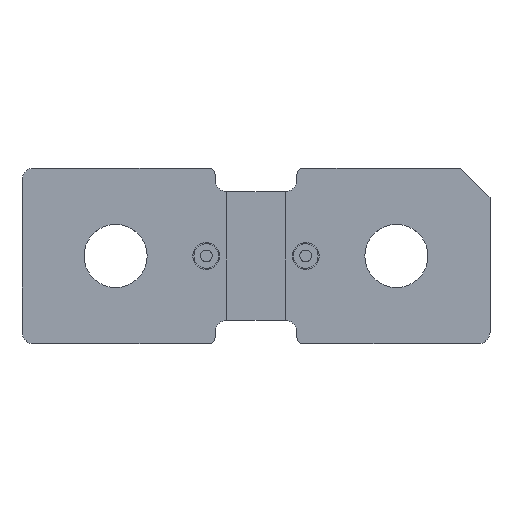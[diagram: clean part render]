
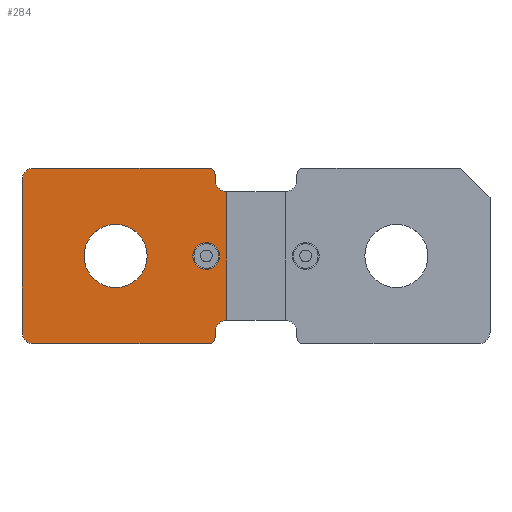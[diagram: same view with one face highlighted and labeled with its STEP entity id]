
A CAD part, top view. The second image highlights one B-rep face of the part: STEP entity #284.
In plain terms, the highlighted planar face has unit normal (0, 0, 1).
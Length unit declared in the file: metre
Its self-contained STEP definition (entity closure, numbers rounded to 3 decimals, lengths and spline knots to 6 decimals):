
#284=ADVANCED_FACE('0:49',(#519,#520,#521),#522,.T.);
#519=FACE_OUTER_BOUND('',#782,.T.);
#520=FACE_BOUND('',#783,.T.);
#521=FACE_BOUND('',#784,.T.);
#522=PLANE('',#785);
#782=EDGE_LOOP('',(#1073,#1074,#1075,#1076,#1077,#1078,#1079,#1080,#1081,#1082,#1083,#1084));
#783=EDGE_LOOP('',(#1085,#1086));
#784=EDGE_LOOP('',(#1087,#1088));
#785=AXIS2_PLACEMENT_3D('',#1089,#1090,#1091);
#1073=ORIENTED_EDGE('',*,*,#1699,.F.);
#1074=ORIENTED_EDGE('',*,*,#1683,.T.);
#1075=ORIENTED_EDGE('',*,*,#1700,.T.);
#1076=ORIENTED_EDGE('',*,*,#1701,.T.);
#1077=ORIENTED_EDGE('',*,*,#1702,.F.);
#1078=ORIENTED_EDGE('',*,*,#1703,.T.);
#1079=ORIENTED_EDGE('',*,*,#1704,.F.);
#1080=ORIENTED_EDGE('',*,*,#1678,.T.);
#1081=ORIENTED_EDGE('',*,*,#1705,.F.);
#1082=ORIENTED_EDGE('',*,*,#1706,.T.);
#1083=ORIENTED_EDGE('',*,*,#1707,.F.);
#1084=ORIENTED_EDGE('',*,*,#1708,.T.);
#1085=ORIENTED_EDGE('',*,*,#1669,.T.);
#1086=ORIENTED_EDGE('',*,*,#1709,.T.);
#1087=ORIENTED_EDGE('',*,*,#1710,.T.);
#1088=ORIENTED_EDGE('',*,*,#1662,.T.);
#1089=CARTESIAN_POINT('',(-0.01125,0.0,0.0));
#1090=DIRECTION('',(0.0,0.0,1.0));
#1091=DIRECTION('',(1.0,0.0,0.0));
#1662=EDGE_CURVE('',#1915,#1912,#1916,.T.);
#1669=EDGE_CURVE('0:184',#1922,#1926,#1928,.T.);
#1678=EDGE_CURVE('0:100',#1944,#1942,#1945,.T.);
#1683=EDGE_CURVE('0:112',#1953,#1951,#1954,.T.);
#1699=EDGE_CURVE('0:154',#1953,#1978,#1979,.T.);
#1700=EDGE_CURVE('0:157',#1951,#1980,#1981,.T.);
#1701=EDGE_CURVE('0:160',#1980,#1982,#1983,.F.);
#1702=EDGE_CURVE('0:163',#1984,#1982,#1985,.T.);
#1703=EDGE_CURVE('0:166',#1984,#1986,#1987,.F.);
#1704=EDGE_CURVE('0:169',#1944,#1986,#1988,.T.);
#1705=EDGE_CURVE('0:172',#1989,#1942,#1990,.T.);
#1706=EDGE_CURVE('0:175',#1989,#1991,#1992,.T.);
#1707=EDGE_CURVE('0:178',#1993,#1991,#1994,.T.);
#1708=EDGE_CURVE('0:181',#1993,#1978,#1995,.T.);
#1709=EDGE_CURVE('',#1926,#1922,#1996,.T.);
#1710=EDGE_CURVE('0:187',#1912,#1915,#1997,.T.);
#1912=VERTEX_POINT('',#2275);
#1915=VERTEX_POINT('',#2279);
#1916=CIRCLE('',#2280,0.0027);
#1922=VERTEX_POINT('',#2287);
#1926=VERTEX_POINT('',#2292);
#1928=CIRCLE('',#2295,0.00115);
#1942=VERTEX_POINT('',#2311);
#1944=VERTEX_POINT('',#2314);
#1945=CIRCLE('',#2315,0.0005);
#1951=VERTEX_POINT('',#2322);
#1953=VERTEX_POINT('',#2325);
#1954=CIRCLE('',#2326,0.0005);
#1978=VERTEX_POINT('',#2357);
#1979=LINE('',#2358,#2359);
#1980=VERTEX_POINT('',#2360);
#1981=LINE('',#2361,#2362);
#1982=VERTEX_POINT('',#2363);
#1983=CIRCLE('',#2364,0.001);
#1984=VERTEX_POINT('',#2365);
#1985=LINE('',#2366,#2367);
#1986=VERTEX_POINT('',#2368);
#1987=CIRCLE('',#2369,0.001);
#1988=LINE('',#2370,#2371);
#1989=VERTEX_POINT('',#2372);
#1990=LINE('',#2373,#2374);
#1991=VERTEX_POINT('',#2375);
#1992=CIRCLE('',#2376,0.001);
#1993=VERTEX_POINT('',#2377);
#1994=LINE('',#2378,#2379);
#1995=CIRCLE('',#2380,0.001);
#1996=CIRCLE('',#2381,0.00115);
#1997=CIRCLE('',#2382,0.0027);
#2275=CARTESIAN_POINT('',(-0.0093,0.0,0.0));
#2279=CARTESIAN_POINT('',(-0.0147,0.,0.0));
#2280=AXIS2_PLACEMENT_3D('',#2728,#2729,#2730);
#2287=CARTESIAN_POINT('',(-0.0031,0.0,0.0));
#2292=CARTESIAN_POINT('',(-0.0054,0.,0.0));
#2295=AXIS2_PLACEMENT_3D('',#2740,#2741,#2742);
#2311=CARTESIAN_POINT('',(-0.004,0.0075,0.0));
#2314=CARTESIAN_POINT('',(-0.0035,0.007,0.0));
#2315=AXIS2_PLACEMENT_3D('',#2755,#2756,#2757);
#2322=CARTESIAN_POINT('',(-0.0035,-0.007,0.0));
#2325=CARTESIAN_POINT('',(-0.004,-0.0075,0.0));
#2326=AXIS2_PLACEMENT_3D('',#2763,#2764,#2765);
#2357=CARTESIAN_POINT('',(-0.019,-0.0075,0.0));
#2358=CARTESIAN_POINT('',(-0.01125,-0.0075,0.0));
#2359=VECTOR('',#2791,1.0);
#2360=CARTESIAN_POINT('',(-0.0035,-0.0065,0.0));
#2361=CARTESIAN_POINT('',(-0.0035,-0.0065,0.0));
#2362=VECTOR('',#2792,1.0);
#2363=CARTESIAN_POINT('',(-0.0025,-0.0055,0.0));
#2364=AXIS2_PLACEMENT_3D('',#2793,#2794,#2795);
#2365=CARTESIAN_POINT('',(-0.0025,0.0055,0.0));
#2366=CARTESIAN_POINT('',(-0.0025,0.0,0.0));
#2367=VECTOR('',#2796,1.0);
#2368=CARTESIAN_POINT('',(-0.0035,0.0065,0.0));
#2369=AXIS2_PLACEMENT_3D('',#2797,#2798,#2799);
#2370=CARTESIAN_POINT('',(-0.0035,0.0065,0.0));
#2371=VECTOR('',#2800,1.0);
#2372=CARTESIAN_POINT('',(-0.019,0.0075,0.0));
#2373=CARTESIAN_POINT('',(-0.01125,0.0075,0.0));
#2374=VECTOR('',#2801,1.0);
#2375=CARTESIAN_POINT('',(-0.02,0.0065,0.0));
#2376=AXIS2_PLACEMENT_3D('',#2802,#2803,#2804);
#2377=CARTESIAN_POINT('',(-0.02,-0.0065,0.0));
#2378=CARTESIAN_POINT('',(-0.02,0.0,0.0));
#2379=VECTOR('',#2805,1.0);
#2380=AXIS2_PLACEMENT_3D('',#2806,#2807,#2808);
#2381=AXIS2_PLACEMENT_3D('',#2809,#2810,#2811);
#2382=AXIS2_PLACEMENT_3D('',#2812,#2813,#2814);
#2728=CARTESIAN_POINT('',(-0.012,0.0,0.0));
#2729=DIRECTION('',(0.0,0.0,-1.0));
#2730=DIRECTION('',(1.0,0.0,0.0));
#2740=CARTESIAN_POINT('',(-0.00425,0.0,0.0));
#2741=DIRECTION('',(0.0,0.0,-1.0));
#2742=DIRECTION('',(1.0,0.0,0.0));
#2755=CARTESIAN_POINT('',(-0.004,0.007,0.0));
#2756=DIRECTION('',(0.0,0.0,1.0));
#2757=DIRECTION('',(1.0,0.0,0.0));
#2763=CARTESIAN_POINT('',(-0.004,-0.007,0.0));
#2764=DIRECTION('',(0.0,0.0,1.0));
#2765=DIRECTION('',(1.0,0.0,0.0));
#2791=DIRECTION('',(-1.0,0.0,0.0));
#2792=DIRECTION('',(0.0,1.0,0.0));
#2793=CARTESIAN_POINT('',(-0.0025,-0.0065,0.0));
#2794=DIRECTION('',(0.0,0.0,1.0));
#2795=DIRECTION('',(1.0,0.0,0.0));
#2796=DIRECTION('',(0.0,-1.0,0.0));
#2797=CARTESIAN_POINT('',(-0.0025,0.0065,0.0));
#2798=DIRECTION('',(0.0,0.0,1.0));
#2799=DIRECTION('',(1.0,0.0,0.0));
#2800=DIRECTION('',(0.0,-1.0,0.0));
#2801=DIRECTION('',(1.0,0.0,0.0));
#2802=CARTESIAN_POINT('',(-0.019,0.0065,0.0));
#2803=DIRECTION('',(0.0,0.0,1.0));
#2804=DIRECTION('',(1.0,0.0,0.0));
#2805=DIRECTION('',(0.0,1.0,0.0));
#2806=CARTESIAN_POINT('',(-0.019,-0.0065,0.0));
#2807=DIRECTION('',(0.0,0.0,1.0));
#2808=DIRECTION('',(1.0,0.0,0.0));
#2809=CARTESIAN_POINT('',(-0.00425,0.0,0.0));
#2810=DIRECTION('',(0.0,0.0,-1.0));
#2811=DIRECTION('',(1.0,0.0,0.0));
#2812=CARTESIAN_POINT('',(-0.012,0.0,0.0));
#2813=DIRECTION('',(0.0,0.0,-1.0));
#2814=DIRECTION('',(1.0,0.0,0.0));
